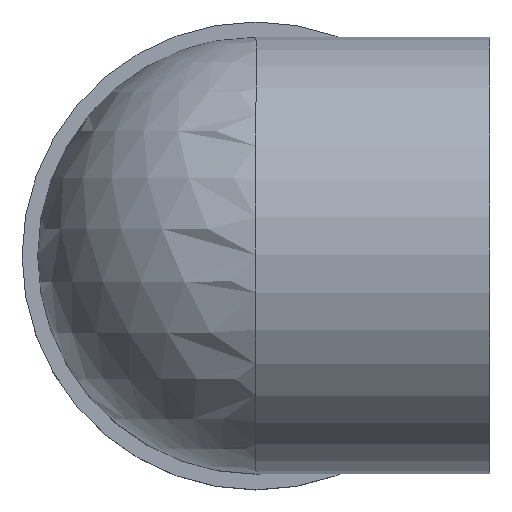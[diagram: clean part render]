
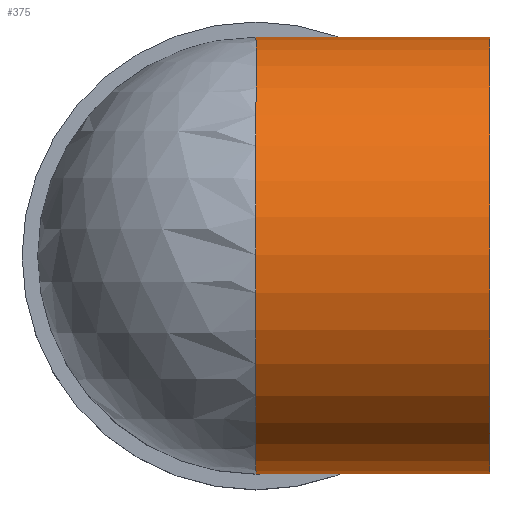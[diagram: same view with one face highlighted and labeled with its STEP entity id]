
A CAD part, top view. The second image highlights one B-rep face of the part: STEP entity #375.
In plain terms, the highlighted cylindrical face has radius 28 mm (diameter 56 mm), a full revolution.
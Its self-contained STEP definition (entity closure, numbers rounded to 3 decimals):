
#39 = EDGE_CURVE('',#40,#42,#44,.T.);
#40 = VERTEX_POINT('',#41);
#41 = CARTESIAN_POINT('',(0.,28.,38.));
#42 = VERTEX_POINT('',#43);
#43 = CARTESIAN_POINT('',(0.,-28.,38.));
#44 = SURFACE_CURVE('',#45,(#50,#62),.PCURVE_S1.);
#45 = CIRCLE('',#46,28.);
#46 = AXIS2_PLACEMENT_3D('',#47,#48,#49);
#47 = CARTESIAN_POINT('',(0.,0.,38.));
#48 = DIRECTION('',(1.,0.,0.));
#49 = DIRECTION('',(0.,0.,-1.));
#50 = PCURVE('',#51,#56);
#51 = SPHERICAL_SURFACE('',#52,28.);
#52 = AXIS2_PLACEMENT_3D('',#53,#54,#55);
#53 = CARTESIAN_POINT('',(0.,0.,38.));
#54 = DIRECTION('',(0.,-1.,0.));
#55 = DIRECTION('',(-1.,0.,0.));
#56 = DEFINITIONAL_REPRESENTATION('',(#57),#61);
#57 = LINE('',#58,#59);
#58 = CARTESIAN_POINT('',(-1.571,-3.142));
#59 = VECTOR('',#60,1.);
#60 = DIRECTION('',(-0.,1.));
#61 = ( GEOMETRIC_REPRESENTATION_CONTEXT(2) 
PARAMETRIC_REPRESENTATION_CONTEXT() REPRESENTATION_CONTEXT('2D SPACE',''
  ) );
#62 = PCURVE('',#63,#68);
#63 = CYLINDRICAL_SURFACE('',#64,28.);
#64 = AXIS2_PLACEMENT_3D('',#65,#66,#67);
#65 = CARTESIAN_POINT('',(0.,0.,38.));
#66 = DIRECTION('',(-1.,-0.,0.));
#67 = DIRECTION('',(0.,1.,0.));
#68 = DEFINITIONAL_REPRESENTATION('',(#69),#73);
#69 = LINE('',#70,#71);
#70 = CARTESIAN_POINT('',(1.571,-0.));
#71 = VECTOR('',#72,1.);
#72 = DIRECTION('',(-1.,0.));
#73 = ( GEOMETRIC_REPRESENTATION_CONTEXT(2) 
PARAMETRIC_REPRESENTATION_CONTEXT() REPRESENTATION_CONTEXT('2D SPACE',''
  ) );
#90 = CYLINDRICAL_SURFACE('',#91,28.);
#91 = AXIS2_PLACEMENT_3D('',#92,#93,#94);
#92 = CARTESIAN_POINT('',(0.,0.,10.));
#93 = DIRECTION('',(-0.,-0.,-1.));
#94 = DIRECTION('',(1.,0.,0.));
#105 = EDGE_CURVE('',#40,#106,#108,.T.);
#106 = VERTEX_POINT('',#107);
#107 = CARTESIAN_POINT('',(28.,-0.002,10.));
#108 = SURFACE_CURVE('',#109,(#114,#127),.PCURVE_S1.);
#109 = ELLIPSE('',#110,39.598,28.);
#110 = AXIS2_PLACEMENT_3D('',#111,#112,#113);
#111 = CARTESIAN_POINT('',(0.,0.,38.));
#112 = DIRECTION('',(-0.707,-0.,-0.707));
#113 = DIRECTION('',(0.707,0.,-0.707));
#114 = PCURVE('',#90,#115);
#115 = DEFINITIONAL_REPRESENTATION('',(#116),#126);
#116 = B_SPLINE_CURVE_WITH_KNOTS('',8,(#117,#118,#119,#120,#121,#122,
    #123,#124,#125),.UNSPECIFIED.,.F.,.F.,(9,9),(4.712,
    6.283),.PIECEWISE_BEZIER_KNOTS.);
#117 = CARTESIAN_POINT('',(-7.854,-28.));
#118 = CARTESIAN_POINT('',(-7.658,-22.502));
#119 = CARTESIAN_POINT('',(-7.461,-17.004));
#120 = CARTESIAN_POINT('',(-7.265,-11.83));
#121 = CARTESIAN_POINT('',(-7.069,-7.301));
#122 = CARTESIAN_POINT('',(-6.872,-3.701));
#123 = CARTESIAN_POINT('',(-6.676,-1.234));
#124 = CARTESIAN_POINT('',(-6.48,0.));
#125 = CARTESIAN_POINT('',(-6.283,0.));
#126 = ( GEOMETRIC_REPRESENTATION_CONTEXT(2) 
PARAMETRIC_REPRESENTATION_CONTEXT() REPRESENTATION_CONTEXT('2D SPACE',''
  ) );
#127 = PCURVE('',#63,#128);
#128 = DEFINITIONAL_REPRESENTATION('',(#129),#139);
#129 = B_SPLINE_CURVE_WITH_KNOTS('',8,(#130,#131,#132,#133,#134,#135,
    #136,#137,#138),.UNSPECIFIED.,.F.,.F.,(9,9),(4.712,
    6.283),.PIECEWISE_BEZIER_KNOTS.);
#130 = CARTESIAN_POINT('',(-6.283,0.));
#131 = CARTESIAN_POINT('',(-6.087,-5.498));
#132 = CARTESIAN_POINT('',(-5.89,-10.996));
#133 = CARTESIAN_POINT('',(-5.694,-16.17));
#134 = CARTESIAN_POINT('',(-5.498,-20.699));
#135 = CARTESIAN_POINT('',(-5.301,-24.299));
#136 = CARTESIAN_POINT('',(-5.105,-26.766));
#137 = CARTESIAN_POINT('',(-4.909,-28.));
#138 = CARTESIAN_POINT('',(-4.712,-28.));
#139 = ( GEOMETRIC_REPRESENTATION_CONTEXT(2) 
PARAMETRIC_REPRESENTATION_CONTEXT() REPRESENTATION_CONTEXT('2D SPACE',''
  ) );
#157 = CYLINDRICAL_SURFACE('',#158,28.);
#158 = AXIS2_PLACEMENT_3D('',#159,#160,#161);
#159 = CARTESIAN_POINT('',(0.,0.,10.));
#160 = DIRECTION('',(-0.,-0.,-1.));
#161 = DIRECTION('',(1.,0.,0.));
#224 = VERTEX_POINT('',#225);
#225 = CARTESIAN_POINT('',(30.,0.,10.));
#282 = EDGE_CURVE('',#106,#42,#283,.T.);
#283 = SURFACE_CURVE('',#284,(#289,#302),.PCURVE_S1.);
#284 = ELLIPSE('',#285,39.598,28.);
#285 = AXIS2_PLACEMENT_3D('',#286,#287,#288);
#286 = CARTESIAN_POINT('',(0.,0.,38.));
#287 = DIRECTION('',(-0.707,-0.,-0.707));
#288 = DIRECTION('',(0.707,0.,-0.707));
#289 = PCURVE('',#157,#290);
#290 = DEFINITIONAL_REPRESENTATION('',(#291),#301);
#291 = B_SPLINE_CURVE_WITH_KNOTS('',8,(#292,#293,#294,#295,#296,#297,
    #298,#299,#300),.UNSPECIFIED.,.F.,.F.,(9,9),(0.,1.571),
  .PIECEWISE_BEZIER_KNOTS.);
#292 = CARTESIAN_POINT('',(-6.283,0.));
#293 = CARTESIAN_POINT('',(-6.087,0.));
#294 = CARTESIAN_POINT('',(-5.89,-1.234));
#295 = CARTESIAN_POINT('',(-5.694,-3.701));
#296 = CARTESIAN_POINT('',(-5.498,-7.301));
#297 = CARTESIAN_POINT('',(-5.301,-11.83));
#298 = CARTESIAN_POINT('',(-5.105,-17.004));
#299 = CARTESIAN_POINT('',(-4.909,-22.502));
#300 = CARTESIAN_POINT('',(-4.712,-28.));
#301 = ( GEOMETRIC_REPRESENTATION_CONTEXT(2) 
PARAMETRIC_REPRESENTATION_CONTEXT() REPRESENTATION_CONTEXT('2D SPACE',''
  ) );
#302 = PCURVE('',#63,#303);
#303 = DEFINITIONAL_REPRESENTATION('',(#304),#314);
#304 = B_SPLINE_CURVE_WITH_KNOTS('',8,(#305,#306,#307,#308,#309,#310,
    #311,#312,#313),.UNSPECIFIED.,.F.,.F.,(9,9),(0.,1.571),
  .PIECEWISE_BEZIER_KNOTS.);
#305 = CARTESIAN_POINT('',(-4.712,-28.));
#306 = CARTESIAN_POINT('',(-4.516,-28.));
#307 = CARTESIAN_POINT('',(-4.32,-26.766));
#308 = CARTESIAN_POINT('',(-4.123,-24.299));
#309 = CARTESIAN_POINT('',(-3.927,-20.699));
#310 = CARTESIAN_POINT('',(-3.731,-16.17));
#311 = CARTESIAN_POINT('',(-3.534,-10.996));
#312 = CARTESIAN_POINT('',(-3.338,-5.498));
#313 = CARTESIAN_POINT('',(-3.142,0.));
#314 = ( GEOMETRIC_REPRESENTATION_CONTEXT(2) 
PARAMETRIC_REPRESENTATION_CONTEXT() REPRESENTATION_CONTEXT('2D SPACE',''
  ) );
#375 = ADVANCED_FACE('',(#376),#63,.T.);
#376 = FACE_BOUND('',#377,.F.);
#377 = EDGE_LOOP('',(#378,#379,#380,#402,#429,#451,#452));
#378 = ORIENTED_EDGE('',*,*,#282,.T.);
#379 = ORIENTED_EDGE('',*,*,#39,.F.);
#380 = ORIENTED_EDGE('',*,*,#381,.F.);
#381 = EDGE_CURVE('',#382,#40,#384,.T.);
#382 = VERTEX_POINT('',#383);
#383 = CARTESIAN_POINT('',(30.,28.,38.));
#384 = SEAM_CURVE('',#385,(#388,#395),.PCURVE_S1.);
#385 = B_SPLINE_CURVE_WITH_KNOTS('',1,(#386,#387),.UNSPECIFIED.,.F.,.F.,
  (2,2),(-30.,0.),.PIECEWISE_BEZIER_KNOTS.);
#386 = CARTESIAN_POINT('',(30.,28.,38.));
#387 = CARTESIAN_POINT('',(0.,28.,38.));
#388 = PCURVE('',#63,#389);
#389 = DEFINITIONAL_REPRESENTATION('',(#390),#394);
#390 = LINE('',#391,#392);
#391 = CARTESIAN_POINT('',(-0.,0.));
#392 = VECTOR('',#393,1.);
#393 = DIRECTION('',(-0.,1.));
#394 = ( GEOMETRIC_REPRESENTATION_CONTEXT(2) 
PARAMETRIC_REPRESENTATION_CONTEXT() REPRESENTATION_CONTEXT('2D SPACE',''
  ) );
#395 = PCURVE('',#63,#396);
#396 = DEFINITIONAL_REPRESENTATION('',(#397),#401);
#397 = LINE('',#398,#399);
#398 = CARTESIAN_POINT('',(-6.283,0.));
#399 = VECTOR('',#400,1.);
#400 = DIRECTION('',(-0.,1.));
#401 = ( GEOMETRIC_REPRESENTATION_CONTEXT(2) 
PARAMETRIC_REPRESENTATION_CONTEXT() REPRESENTATION_CONTEXT('2D SPACE',''
  ) );
#402 = ORIENTED_EDGE('',*,*,#403,.T.);
#403 = EDGE_CURVE('',#382,#224,#404,.T.);
#404 = SURFACE_CURVE('',#405,(#410,#417),.PCURVE_S1.);
#405 = CIRCLE('',#406,28.);
#406 = AXIS2_PLACEMENT_3D('',#407,#408,#409);
#407 = CARTESIAN_POINT('',(30.,0.,38.));
#408 = DIRECTION('',(1.,0.,0.));
#409 = DIRECTION('',(0.,1.,0.));
#410 = PCURVE('',#63,#411);
#411 = DEFINITIONAL_REPRESENTATION('',(#412),#416);
#412 = LINE('',#413,#414);
#413 = CARTESIAN_POINT('',(-0.,-30.));
#414 = VECTOR('',#415,1.);
#415 = DIRECTION('',(-1.,0.));
#416 = ( GEOMETRIC_REPRESENTATION_CONTEXT(2) 
PARAMETRIC_REPRESENTATION_CONTEXT() REPRESENTATION_CONTEXT('2D SPACE',''
  ) );
#417 = PCURVE('',#418,#423);
#418 = PLANE('',#419);
#419 = AXIS2_PLACEMENT_3D('',#420,#421,#422);
#420 = CARTESIAN_POINT('',(30.,0.,38.));
#421 = DIRECTION('',(1.,0.,0.));
#422 = DIRECTION('',(0.,0.,1.));
#423 = DEFINITIONAL_REPRESENTATION('',(#424),#428);
#424 = CIRCLE('',#425,28.);
#425 = AXIS2_PLACEMENT_2D('',#426,#427);
#426 = CARTESIAN_POINT('',(0.,0.));
#427 = DIRECTION('',(0.,-1.));
#428 = ( GEOMETRIC_REPRESENTATION_CONTEXT(2) 
PARAMETRIC_REPRESENTATION_CONTEXT() REPRESENTATION_CONTEXT('2D SPACE',''
  ) );
#429 = ORIENTED_EDGE('',*,*,#430,.T.);
#430 = EDGE_CURVE('',#224,#382,#431,.T.);
#431 = SURFACE_CURVE('',#432,(#437,#444),.PCURVE_S1.);
#432 = CIRCLE('',#433,28.);
#433 = AXIS2_PLACEMENT_3D('',#434,#435,#436);
#434 = CARTESIAN_POINT('',(30.,0.,38.));
#435 = DIRECTION('',(1.,0.,0.));
#436 = DIRECTION('',(0.,1.,0.));
#437 = PCURVE('',#63,#438);
#438 = DEFINITIONAL_REPRESENTATION('',(#439),#443);
#439 = LINE('',#440,#441);
#440 = CARTESIAN_POINT('',(-0.,-30.));
#441 = VECTOR('',#442,1.);
#442 = DIRECTION('',(-1.,0.));
#443 = ( GEOMETRIC_REPRESENTATION_CONTEXT(2) 
PARAMETRIC_REPRESENTATION_CONTEXT() REPRESENTATION_CONTEXT('2D SPACE',''
  ) );
#444 = PCURVE('',#418,#445);
#445 = DEFINITIONAL_REPRESENTATION('',(#446),#450);
#446 = CIRCLE('',#447,28.);
#447 = AXIS2_PLACEMENT_2D('',#448,#449);
#448 = CARTESIAN_POINT('',(0.,0.));
#449 = DIRECTION('',(0.,-1.));
#450 = ( GEOMETRIC_REPRESENTATION_CONTEXT(2) 
PARAMETRIC_REPRESENTATION_CONTEXT() REPRESENTATION_CONTEXT('2D SPACE',''
  ) );
#451 = ORIENTED_EDGE('',*,*,#381,.T.);
#452 = ORIENTED_EDGE('',*,*,#105,.T.);
